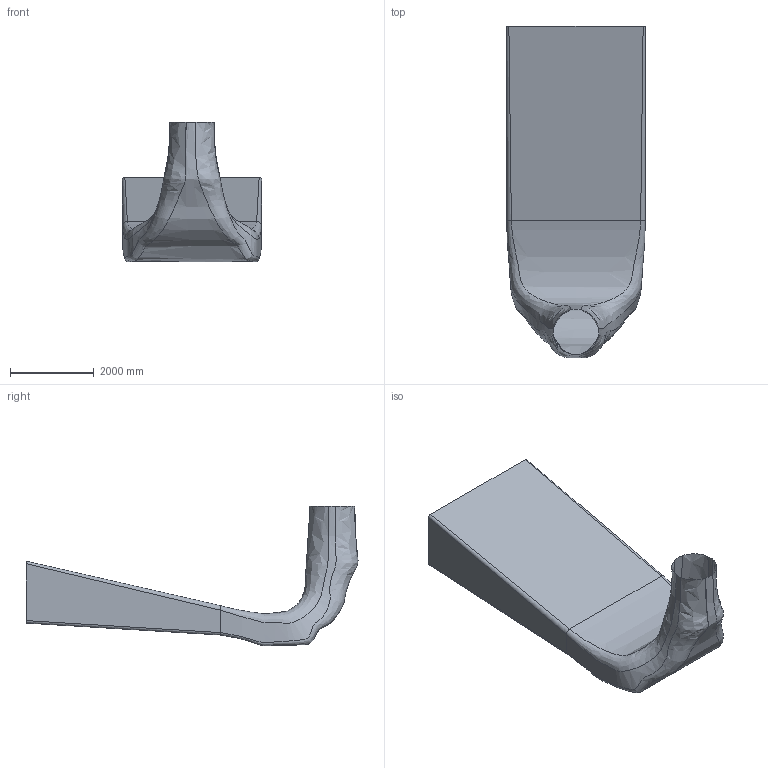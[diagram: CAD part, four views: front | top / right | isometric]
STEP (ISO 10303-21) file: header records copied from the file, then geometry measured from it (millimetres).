
FILE_DESCRIPTION(('STEP AP203'),'1');
FILE_NAME('surface.stp','2022-03-19T09:24:52',(' '),(' '),'Spatial InterOp 3D',' ',' ');
FILE_SCHEMA(('CONFIG_CONTROL_DESIGN'));
Length unit declared in the file: metre
Products named in the file (1): 1
Bounding box: 3320 x 7919.44 x 3333.07 mm (x, y, z)
Surface area: 69943816.1 mm2 (no closed solid volume)
Topology: 0 solids, 1 shells, 16 faces, 40 edges, 24 vertices
Faces by surface type: bspline 12, plane 4
Entity records: 32744 total; most frequent: CARTESIAN_POINT 32369, ORIENTED_EDGE 64, DIRECTION 58, EDGE_CURVE 40, VERTEX_POINT 24, AXIS2_PLACEMENT_3D 21, FACE_SURFACE 16, FACE_BOUND 16
